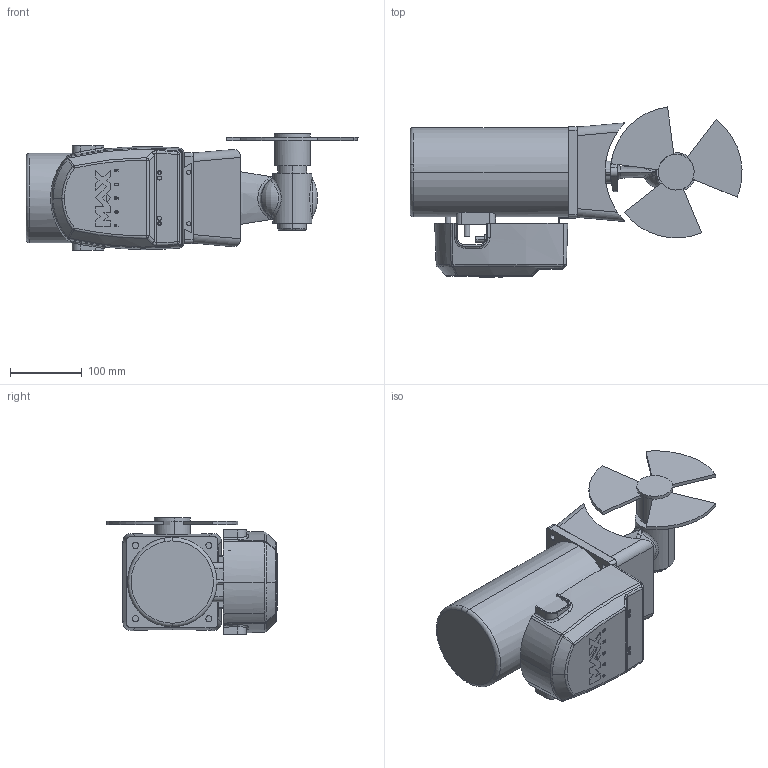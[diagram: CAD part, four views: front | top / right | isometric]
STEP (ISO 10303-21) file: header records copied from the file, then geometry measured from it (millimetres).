
FILE_DESCRIPTION(('CATIA V5 STEP Exchange'),'2;1');
FILE_NAME('CT60.stp','2014-11-20T08:24:59+00:00',('none'),('none'),'CATIA Version 5 Release 21 GA (IN-10)','CATIA V5 STEP AP203','none');
FILE_SCHEMA(('CONFIG_CONTROL_DESIGN'));
Length unit declared in the file: millimetre
Products named in the file (1): CT60
Bounding box: 463.91 x 237.69 x 163 mm (x, y, z)
Volume: 4695027.8 mm3; surface area: 446092.3 mm2
Topology: 3 solids, 3 shells, 654 faces, 2401 edges, 1797 vertices
Faces by surface type: plane 368, cylinder 149, bspline 103, revolution 28, torus 6
Entity records: 36219 total; most frequent: CARTESIAN_POINT 18006, ORIENTED_EDGE 4794, EDGE_CURVE 2397, DIRECTION 2315, VERTEX_POINT 1797, VECTOR 1020, LINE 1020, B_SPLINE_CURVE_WITH_KNOTS 930
